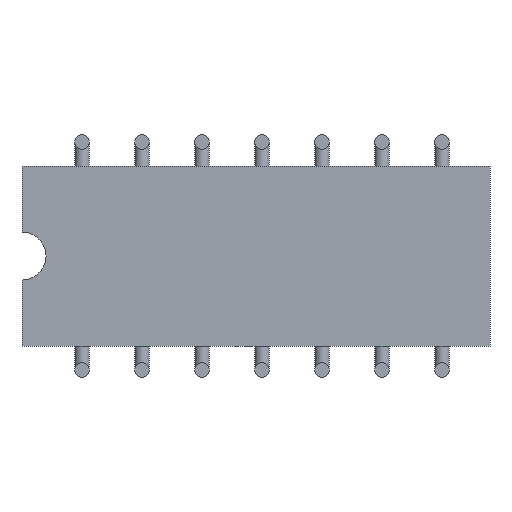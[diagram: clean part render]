
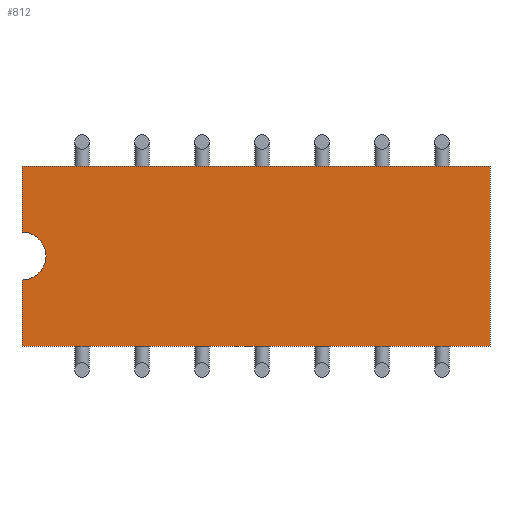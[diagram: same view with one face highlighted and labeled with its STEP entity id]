
A CAD part, front view. The second image highlights one B-rep face of the part: STEP entity #812.
In plain terms, the highlighted planar face has unit normal (0, -1, 0).
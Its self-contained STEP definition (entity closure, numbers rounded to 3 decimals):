
#49=PLANE('',#953);
#99=FACE_OUTER_BOUND('',#163,.T.);
#163=EDGE_LOOP('',(#728,#729,#730,#731,#732,#733));
#230=LINE('',#1442,#274);
#234=LINE('',#1450,#278);
#238=LINE('',#1462,#282);
#241=LINE('',#1468,#285);
#244=LINE('',#1473,#288);
#274=VECTOR('',#1202,10.);
#278=VECTOR('',#1208,10.);
#282=VECTOR('',#1220,10.);
#285=VECTOR('',#1225,10.);
#288=VECTOR('',#1230,10.);
#318=CIRCLE('',#947,1.);
#386=VERTEX_POINT('',#1440);
#387=VERTEX_POINT('',#1441);
#390=VERTEX_POINT('',#1449);
#392=VERTEX_POINT('',#1455);
#394=VERTEX_POINT('',#1461);
#396=VERTEX_POINT('',#1467);
#492=EDGE_CURVE('',#386,#387,#230,.T.);
#496=EDGE_CURVE('',#390,#386,#234,.T.);
#499=EDGE_CURVE('',#392,#390,#318,.T.);
#502=EDGE_CURVE('',#394,#392,#238,.T.);
#505=EDGE_CURVE('',#396,#394,#241,.T.);
#508=EDGE_CURVE('',#387,#396,#244,.T.);
#728=ORIENTED_EDGE('',*,*,#508,.F.);
#729=ORIENTED_EDGE('',*,*,#492,.F.);
#730=ORIENTED_EDGE('',*,*,#496,.F.);
#731=ORIENTED_EDGE('',*,*,#499,.F.);
#732=ORIENTED_EDGE('',*,*,#502,.F.);
#733=ORIENTED_EDGE('',*,*,#505,.F.);
#812=ADVANCED_FACE('',(#99),#49,.F.);
#947=AXIS2_PLACEMENT_3D('',#1456,#1213,#1214);
#953=AXIS2_PLACEMENT_3D('',#1476,#1234,#1235);
#1202=DIRECTION('',(1.,0.,0.));
#1208=DIRECTION('',(0.,0.,1.));
#1213=DIRECTION('center_axis',(0.,-1.,0.));
#1214=DIRECTION('ref_axis',(0.,0.,-1.));
#1220=DIRECTION('',(0.,0.,1.));
#1225=DIRECTION('',(-1.,0.,0.));
#1230=DIRECTION('',(0.,0.,-1.));
#1234=DIRECTION('center_axis',(0.,1.,0.));
#1235=DIRECTION('ref_axis',(0.,0.,1.));
#1440=CARTESIAN_POINT('',(-19.5,0.,3.75));
#1441=CARTESIAN_POINT('',(0.,0.,3.75));
#1442=CARTESIAN_POINT('',(-19.5,0.,3.75));
#1449=CARTESIAN_POINT('',(-19.5,0.,1.));
#1450=CARTESIAN_POINT('',(-19.5,0.,1.));
#1455=CARTESIAN_POINT('',(-19.5,0.,-1.));
#1456=CARTESIAN_POINT('Origin',(-19.5,0.,0.));
#1461=CARTESIAN_POINT('',(-19.5,0.,-3.75));
#1462=CARTESIAN_POINT('',(-19.5,0.,-3.75));
#1467=CARTESIAN_POINT('',(0.,0.,-3.75));
#1468=CARTESIAN_POINT('',(0.,0.,-3.75));
#1473=CARTESIAN_POINT('',(0.,0.,3.75));
#1476=CARTESIAN_POINT('Origin',(-9.75,0.,0.));
